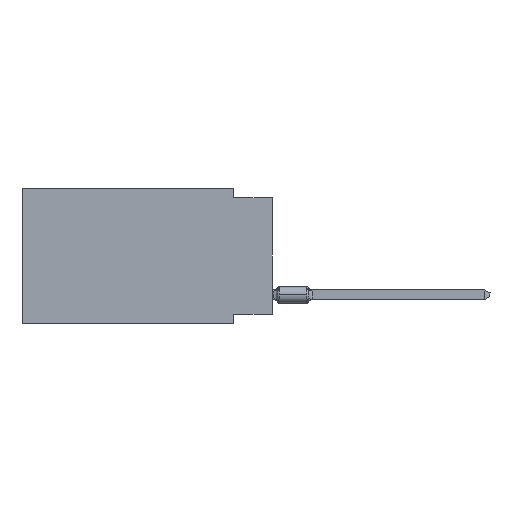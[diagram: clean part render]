
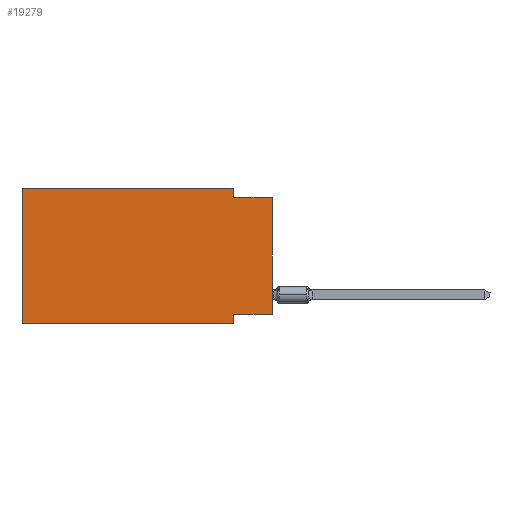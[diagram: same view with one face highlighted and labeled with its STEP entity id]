
A CAD part, left-side view. The second image highlights one B-rep face of the part: STEP entity #19279.
In plain terms, the highlighted planar face has unit normal (-1, 0, 0).
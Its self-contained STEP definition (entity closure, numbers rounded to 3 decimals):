
#1268 = DIRECTION ( 'NONE',  ( 0., -1., 0. ) ) ;
#1849 = LINE ( 'NONE', #15794, #30224 ) ;
#2187 = DIRECTION ( 'NONE',  ( 0., -1., 0. ) ) ;
#3377 = LINE ( 'NONE', #48523, #13724 ) ;
#3446 = CARTESIAN_POINT ( 'NONE',  ( 0., 2.54, -8.89 ) ) ;
#3674 = ORIENTED_EDGE ( 'NONE', *, *, #54414, .F. ) ;
#3988 = VECTOR ( 'NONE', #50766, 1000. ) ;
#4230 = CARTESIAN_POINT ( 'NONE',  ( 0., 2.54, -0.635 ) ) ;
#4392 = VECTOR ( 'NONE', #42932, 1000. ) ;
#6239 = CARTESIAN_POINT ( 'NONE',  ( 0., 16.383, 0. ) ) ;
#6479 = CARTESIAN_POINT ( 'NONE',  ( 0., 2.54, 0. ) ) ;
#7307 = ORIENTED_EDGE ( 'NONE', *, *, #45402, .F. ) ;
#7589 = VECTOR ( 'NONE', #32841, 1000. ) ;
#7617 = CARTESIAN_POINT ( 'NONE',  ( 0., 0., -0.635 ) ) ;
#10467 = LINE ( 'NONE', #46700, #51996 ) ;
#11378 = VERTEX_POINT ( 'NONE', #43043 ) ;
#13724 = VECTOR ( 'NONE', #39317, 1000. ) ;
#14829 = LINE ( 'NONE', #6479, #3988 ) ;
#15438 = DIRECTION ( 'NONE',  ( 0., 0., -1. ) ) ;
#15794 = CARTESIAN_POINT ( 'NONE',  ( 0., 16.383, 0. ) ) ;
#16032 = VERTEX_POINT ( 'NONE', #31467 ) ;
#16187 = CARTESIAN_POINT ( 'NONE',  ( 0., 2.54, -8.255 ) ) ;
#16907 = EDGE_CURVE ( 'NONE', #29269, #16032, #1849, .T. ) ;
#17984 = AXIS2_PLACEMENT_3D ( 'NONE', #6239, #47213, #15438 ) ;
#18960 = EDGE_CURVE ( 'NONE', #11378, #49331, #27065, .T. ) ;
#19187 = LINE ( 'NONE', #37298, #7589 ) ;
#19279 = ADVANCED_FACE ( 'NONE', ( #43032 ), #24650, .F. ) ;
#19460 = LINE ( 'NONE', #56269, #42095 ) ;
#20901 = VECTOR ( 'NONE', #29553, 1000. ) ;
#22976 = ORIENTED_EDGE ( 'NONE', *, *, #18960, .T. ) ;
#24650 = PLANE ( 'NONE',  #17984 ) ;
#24789 = VERTEX_POINT ( 'NONE', #3446 ) ;
#25096 = EDGE_LOOP ( 'NONE', ( #22976, #35522, #7307, #56076, #25948, #48394, #3674, #57858 ) ) ;
#25948 = ORIENTED_EDGE ( 'NONE', *, *, #16907, .F. ) ;
#26373 = EDGE_CURVE ( 'NONE', #42712, #49331, #19460, .T. ) ;
#27065 = LINE ( 'NONE', #34870, #20901 ) ;
#28897 = DIRECTION ( 'NONE',  ( 0., 0., 1. ) ) ;
#29269 = VERTEX_POINT ( 'NONE', #49330 ) ;
#29553 = DIRECTION ( 'NONE',  ( 0., 0., 1. ) ) ;
#29579 = CARTESIAN_POINT ( 'NONE',  ( 0., 16.383, -8.89 ) ) ;
#30224 = VECTOR ( 'NONE', #28897, 1000. ) ;
#31467 = CARTESIAN_POINT ( 'NONE',  ( 0., 16.383, 0. ) ) ;
#32841 = DIRECTION ( 'NONE',  ( 0., 0., -1. ) ) ;
#34870 = CARTESIAN_POINT ( 'NONE',  ( 0., 0., 0. ) ) ;
#35522 = ORIENTED_EDGE ( 'NONE', *, *, #26373, .F. ) ;
#37298 = CARTESIAN_POINT ( 'NONE',  ( 0., 2.54, -8.89 ) ) ;
#38206 = LINE ( 'NONE', #29579, #4392 ) ;
#39108 = EDGE_CURVE ( 'NONE', #16032, #51027, #10467, .T. ) ;
#39317 = DIRECTION ( 'NONE',  ( 0., 1., 0. ) ) ;
#42095 = VECTOR ( 'NONE', #2187, 1000. ) ;
#42712 = VERTEX_POINT ( 'NONE', #4230 ) ;
#42932 = DIRECTION ( 'NONE',  ( 0., -1., 0. ) ) ;
#43032 = FACE_OUTER_BOUND ( 'NONE', #25096, .T. ) ;
#43043 = CARTESIAN_POINT ( 'NONE',  ( 0., 0., -8.255 ) ) ;
#44061 = CARTESIAN_POINT ( 'NONE',  ( 0., 2.54, 0. ) ) ;
#45402 = EDGE_CURVE ( 'NONE', #51027, #42712, #14829, .T. ) ;
#46700 = CARTESIAN_POINT ( 'NONE',  ( 0., 16.383, 0. ) ) ;
#47213 = DIRECTION ( 'NONE',  ( 1., 0., 0. ) ) ;
#48394 = ORIENTED_EDGE ( 'NONE', *, *, #51742, .T. ) ;
#48523 = CARTESIAN_POINT ( 'NONE',  ( 0., 0., -8.255 ) ) ;
#49330 = CARTESIAN_POINT ( 'NONE',  ( 0., 16.383, -8.89 ) ) ;
#49331 = VERTEX_POINT ( 'NONE', #7617 ) ;
#49786 = EDGE_CURVE ( 'NONE', #11378, #56585, #3377, .T. ) ;
#50766 = DIRECTION ( 'NONE',  ( 0., 0., -1. ) ) ;
#51027 = VERTEX_POINT ( 'NONE', #44061 ) ;
#51742 = EDGE_CURVE ( 'NONE', #29269, #24789, #38206, .T. ) ;
#51996 = VECTOR ( 'NONE', #1268, 1000. ) ;
#54414 = EDGE_CURVE ( 'NONE', #56585, #24789, #19187, .T. ) ;
#56076 = ORIENTED_EDGE ( 'NONE', *, *, #39108, .F. ) ;
#56269 = CARTESIAN_POINT ( 'NONE',  ( 0., 0., -0.635 ) ) ;
#56585 = VERTEX_POINT ( 'NONE', #16187 ) ;
#57858 = ORIENTED_EDGE ( 'NONE', *, *, #49786, .F. ) ;
